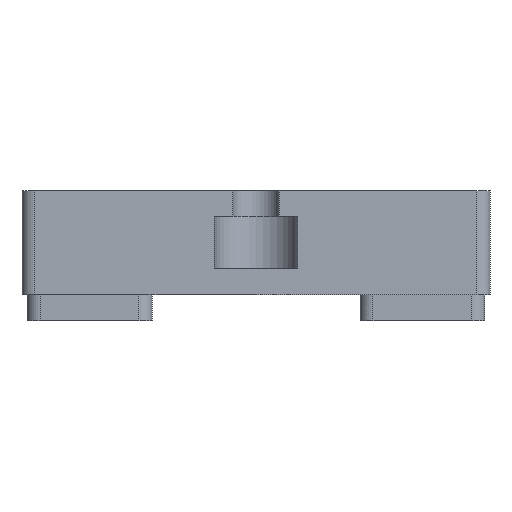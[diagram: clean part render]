
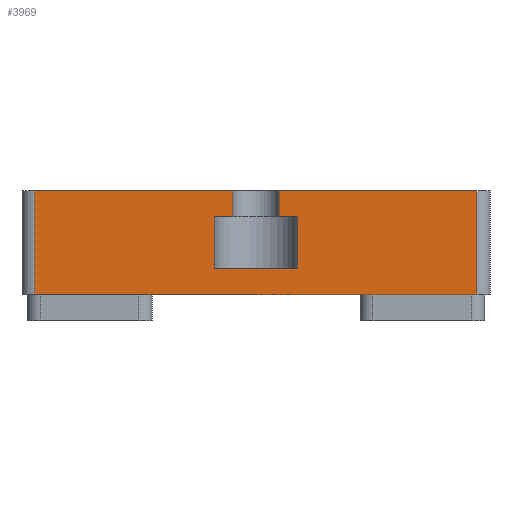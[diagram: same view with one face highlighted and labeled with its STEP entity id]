
A CAD part, left-side view. The second image highlights one B-rep face of the part: STEP entity #3969.
In plain terms, the highlighted planar face has unit normal (-1, 0, 0).
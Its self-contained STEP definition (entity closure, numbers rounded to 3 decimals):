
#2578=CARTESIAN_POINT('POINT163',(-3302.,406.4,-254.));
#2579=VERTEX_POINT('VERTEX163',#2578);
#2586=CARTESIAN_POINT('POINT164',(-3302.,406.4,-762.));
#2587=VERTEX_POINT('VERTEX164',#2586);
#2588=CARTESIAN_POINT('POS303',(-3302.,406.4,-127.));
#2589=DIRECTION('DIR488',(0.,0.,-1.));
#2590=VECTOR('VEC118',#2589,1.);
#2591=LINE('STRAIGHT118',#2588,#2590);
#2592=EDGE_CURVE('EDGE228',#2579,#2587,#2591,.T.);
#2609=CARTESIAN_POINT('POINT165',(-3302.,-406.4,-762.));
#2610=VERTEX_POINT('VERTEX165',#2609);
#2611=CARTESIAN_POINT('POS306',(-3302.,-939.8,-762.));
#2612=DIRECTION('DIR492',(0.,-1.,0.));
#2613=VECTOR('VEC120',#2612,1.);
#2614=LINE('STRAIGHT120',#2611,#2613);
#2615=EDGE_CURVE('EDGE230',#2587,#2610,#2614,.T.);
#2634=CARTESIAN_POINT('POINT166',(-3302.,-406.4,-254.));
#2635=VERTEX_POINT('VERTEX166',#2634);
#2636=CARTESIAN_POINT('POS309',(-3302.,-406.4,-381.));
#2637=DIRECTION('DIR496',(0.,0.,1.));
#2638=VECTOR('VEC122',#2637,1.);
#2639=LINE('STRAIGHT122',#2636,#2638);
#2640=EDGE_CURVE('EDGE232',#2610,#2635,#2639,.T.);
#2667=CARTESIAN_POINT('POINT169',(-3302.,228.6,-254.));
#2668=VERTEX_POINT('VERTEX169',#2667);
#2675=CARTESIAN_POINT('POS314',(-3302.,-1028.7,-254.));
#2676=DIRECTION('DIR503',(0.,1.,0.));
#2677=VECTOR('VEC125',#2676,1.);
#2678=LINE('STRAIGHT125',#2675,#2677);
#2679=EDGE_CURVE('EDGE236',#2668,#2579,#2678,.T.);
#2684=CARTESIAN_POINT('POINT170',(-3302.,-228.6,-254.));
#2685=VERTEX_POINT('VERTEX170',#2684);
#2686=CARTESIAN_POINT('POS315',(-3302.,-1028.7,-254.));
#2687=DIRECTION('DIR504',(0.,1.,0.));
#2688=VECTOR('VEC126',#2687,1.);
#2689=LINE('STRAIGHT126',#2686,#2688);
#2690=EDGE_CURVE('EDGE237',#2635,#2685,#2689,.T.);
#2844=CARTESIAN_POINT('POINT180',(-3302.,2159.,-1016.));
#2845=VERTEX_POINT('VERTEX180',#2844);
#2908=CARTESIAN_POINT('POINT186',(-3302.,-2159.,-1016.));
#2909=VERTEX_POINT('VERTEX186',#2908);
#2917=CARTESIAN_POINT('POS341',(-3302.,-1143.,-1016.));
#2918=DIRECTION('DIR544',(0.,-1.,0.));
#2919=VECTOR('VEC138',#2918,1.);
#2920=LINE('STRAIGHT138',#2917,#2919);
#2921=EDGE_CURVE('EDGE258',#2909,#2845,#2920,.F.);
#3821=CARTESIAN_POINT('POINT233',(-3302.,-2159.,0.));
#3822=VERTEX_POINT('VERTEX233',#3821);
#3832=CARTESIAN_POINT('POS438',(-3302.,-2159.,0.));
#3833=DIRECTION('DIR698',(0.,0.,1.));
#3834=VECTOR('VEC178',#3833,1.);
#3835=LINE('STRAIGHT178',#3832,#3834);
#3836=EDGE_CURVE('EDGE335',#2909,#3822,#3835,.T.);
#3862=CARTESIAN_POINT('POINT236',(-3302.,-228.6,0.));
#3863=VERTEX_POINT('VERTEX236',#3862);
#3864=CARTESIAN_POINT('POS442',(-3302.,-228.6,-127.));
#3865=DIRECTION('DIR703',(0.,0.,1.));
#3866=VECTOR('VEC181',#3865,1.);
#3867=LINE('STRAIGHT181',#3864,#3866);
#3868=EDGE_CURVE('EDGE338',#3863,#2685,#3867,.F.);
#3910=CARTESIAN_POINT('POINT238',(-3302.,228.6,0.));
#3911=VERTEX_POINT('VERTEX238',#3910);
#3918=CARTESIAN_POINT('POS449',(-3302.,228.6,0.));
#3919=DIRECTION('DIR713',(0.,0.,-1.));
#3920=VECTOR('VEC185',#3919,1.);
#3921=LINE('STRAIGHT185',#3918,#3920);
#3922=EDGE_CURVE('EDGE343',#3911,#2668,#3921,.T.);
#3933=ORIENTED_EDGE('COEDGE613',*,*,#3922,.F.);
#3934=CARTESIAN_POINT('POINT239',(-3302.,2159.,0.));
#3935=VERTEX_POINT('VERTEX239',#3934);
#3936=CARTESIAN_POINT('POS451',(-3302.,-1143.,0.));
#3937=DIRECTION('DIR716',(0.,1.,0.));
#3938=VECTOR('VEC186',#3937,1.);
#3939=LINE('STRAIGHT186',#3936,#3938);
#3940=EDGE_CURVE('EDGE344',#3911,#3935,#3939,.T.);
#3941=ORIENTED_EDGE('COEDGE614',*,*,#3940,.T.);
#3942=CARTESIAN_POINT('POS452',(-3302.,2159.,0.));
#3943=DIRECTION('DIR717',(0.,0.,1.));
#3944=VECTOR('VEC187',#3943,1.);
#3945=LINE('STRAIGHT187',#3942,#3944);
#3946=EDGE_CURVE('EDGE345',#2845,#3935,#3945,.T.);
#3947=ORIENTED_EDGE('COEDGE615',*,*,#3946,.F.);
#3948=ORIENTED_EDGE('COEDGE616',*,*,#2921,.F.);
#3949=ORIENTED_EDGE('COEDGE617',*,*,#3836,.T.);
#3950=CARTESIAN_POINT('POS453',(-3302.,-1143.,0.));
#3951=DIRECTION('DIR718',(0.,1.,0.));
#3952=VECTOR('VEC188',#3951,1.);
#3953=LINE('STRAIGHT188',#3950,#3952);
#3954=EDGE_CURVE('EDGE346',#3822,#3863,#3953,.T.);
#3955=ORIENTED_EDGE('COEDGE618',*,*,#3954,.T.);
#3956=ORIENTED_EDGE('COEDGE619',*,*,#3868,.T.);
#3957=ORIENTED_EDGE('COEDGE620',*,*,#2690,.F.);
#3958=ORIENTED_EDGE('COEDGE621',*,*,#2640,.F.);
#3959=ORIENTED_EDGE('COEDGE622',*,*,#2615,.F.);
#3960=ORIENTED_EDGE('COEDGE623',*,*,#2592,.F.);
#3961=ORIENTED_EDGE('COEDGE624',*,*,#2679,.F.);
#3962=EDGE_LOOP('NONE',(#3933,#3941,#3947,#3948,#3949,#3955,#3956,#3957,
   #3958,#3959,#3960,#3961));
#3963=FACE_BOUND('LOOP1',#3962,.T.);
#3964=CARTESIAN_POINT('POS454',(-3302.,-2286.,0.));
#3965=DIRECTION('DIR719',(-1.,0.,0.));
#3966=DIRECTION('DIR720',(0.,1.,0.));
#3967=AXIS2_PLACEMENT_3D('AXIS266',#3964,#3965,#3966);
#3968=PLANE('PLANE56',#3967);
#3969=ADVANCED_FACE('FACE131',(#3963),#3968,.T.);
